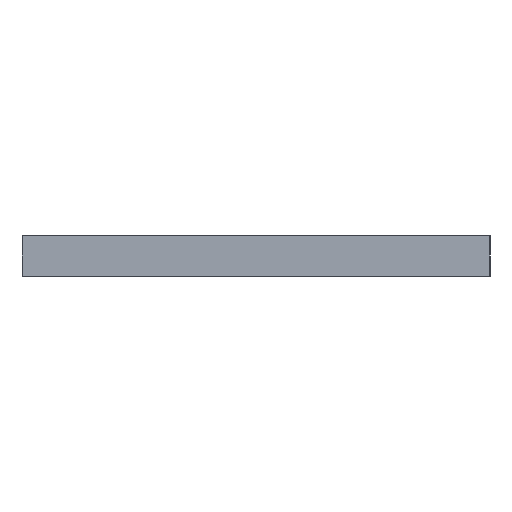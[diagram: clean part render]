
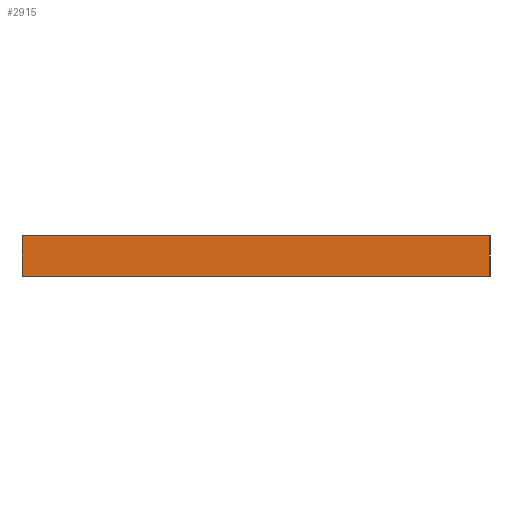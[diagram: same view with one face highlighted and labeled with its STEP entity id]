
A CAD part, left-side view. The second image highlights one B-rep face of the part: STEP entity #2915.
In plain terms, the highlighted planar face has unit normal (-1, 0, 0).
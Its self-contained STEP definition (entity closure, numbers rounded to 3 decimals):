
#40=CARTESIAN_POINT('Vertex',(0.,0.,6.)) ;
#56=CARTESIAN_POINT('Vertex',(0.,0.,0.)) ;
#59=CARTESIAN_POINT('Line Origine',(0.,0.,3.)) ;
#2872=CARTESIAN_POINT('Vertex',(0.,-70.,6.)) ;
#2875=CARTESIAN_POINT('Line Origine',(0.,-70.,3.)) ;
#2879=CARTESIAN_POINT('Vertex',(0.,-70.,0.)) ;
#2894=CARTESIAN_POINT('Axis2P3D Location',(0.,0.,0.)) ;
#2899=CARTESIAN_POINT('Line Origine',(0.,-35.,6.)) ;
#2904=CARTESIAN_POINT('Line Origine',(0.,-35.,0.)) ;
#61=VECTOR('Line Direction',#60,1.) ;
#2877=VECTOR('Line Direction',#2876,1.) ;
#2901=VECTOR('Line Direction',#2900,1.) ;
#2906=VECTOR('Line Direction',#2905,1.) ;
#60=DIRECTION('Vector Direction',(0.,0.,1.)) ;
#2876=DIRECTION('Vector Direction',(0.,0.,1.)) ;
#2895=DIRECTION('Axis2P3D Direction',(-1.,0.,0.)) ;
#2896=DIRECTION('Axis2P3D XDirection',(0.,-1.,0.)) ;
#2900=DIRECTION('Vector Direction',(0.,-1.,0.)) ;
#2905=DIRECTION('Vector Direction',(0.,-1.,0.)) ;
#2897=AXIS2_PLACEMENT_3D('Plane Axis2P3D',#2894,#2895,#2896) ;
#62=LINE('Line',#59,#61) ;
#2878=LINE('Line',#2875,#2877) ;
#2902=LINE('Line',#2899,#2901) ;
#2907=LINE('Line',#2904,#2906) ;
#2898=PLANE('',#2897) ;
#63=EDGE_CURVE('',#57,#41,#62,.T.) ;
#2881=EDGE_CURVE('',#2880,#2873,#2878,.T.) ;
#2903=EDGE_CURVE('',#2873,#41,#2902,.F.) ;
#2908=EDGE_CURVE('',#2880,#57,#2907,.F.) ;
#2910=ORIENTED_EDGE('',*,*,#2903,.T.) ;
#2911=ORIENTED_EDGE('',*,*,#63,.F.) ;
#2912=ORIENTED_EDGE('',*,*,#2908,.F.) ;
#2913=ORIENTED_EDGE('',*,*,#2881,.T.) ;
#2909=EDGE_LOOP('',(#2910,#2911,#2912,#2913)) ;
#41=VERTEX_POINT('',#40) ;
#57=VERTEX_POINT('',#56) ;
#2873=VERTEX_POINT('',#2872) ;
#2880=VERTEX_POINT('',#2879) ;
#2915=ADVANCED_FACE('PartBody',(#2914),#2898,.T.) ;
#2914=FACE_OUTER_BOUND('',#2909,.T.) ;
